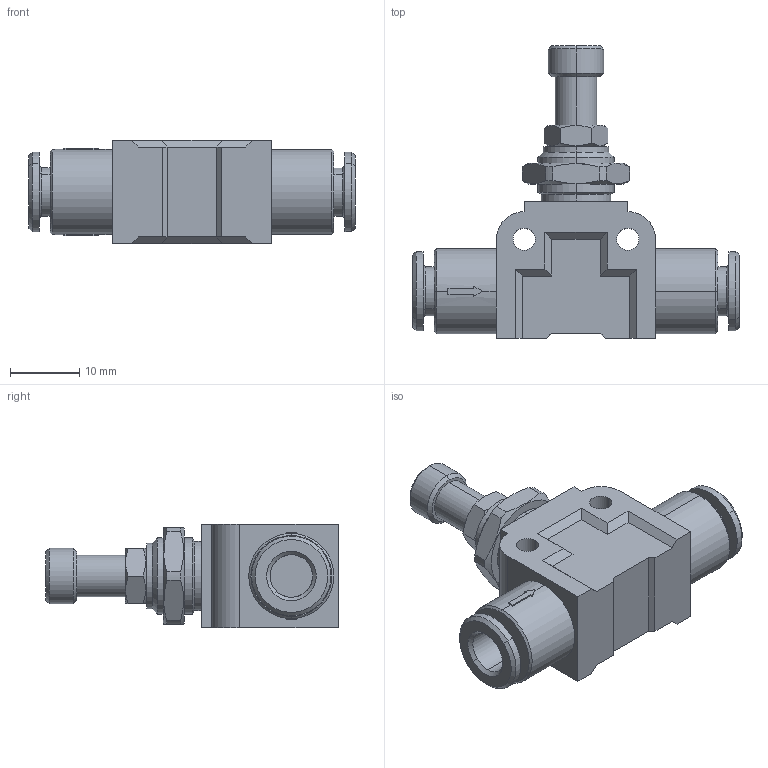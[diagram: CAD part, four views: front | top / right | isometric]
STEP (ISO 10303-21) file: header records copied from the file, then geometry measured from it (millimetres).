
FILE_DESCRIPTION(( 'MV.34.06.06B.stp' ), '1');
FILE_NAME( 'MV.34.06.06B.stp', '2019-06-20T08:45:04',( 'Sopra'),('sopra-pneumatic.com'), 'SwSTEP 2.0','SolidWorks 2009','' );
FILE_SCHEMA (( 'CONFIG_CONTROL_DESIGN' ));
Length unit declared in the file: millimetre
Products named in the file (1): 04240B30
Bounding box: 47.2 x 42.31 x 15 mm (x, y, z)
Volume: 8937.4 mm3; surface area: 4956.4 mm2
Topology: 1 solids, 5 shells, 167 faces, 396 edges, 254 vertices
Faces by surface type: plane 77, cylinder 52, cone 38
Entity records: 5077 total; most frequent: CARTESIAN_POINT 1110, DIRECTION 822, ORIENTED_EDGE 792, EDGE_CURVE 396, AXIS2_PLACEMENT_3D 304, VERTEX_POINT 254, VECTOR 214, LINE 214
